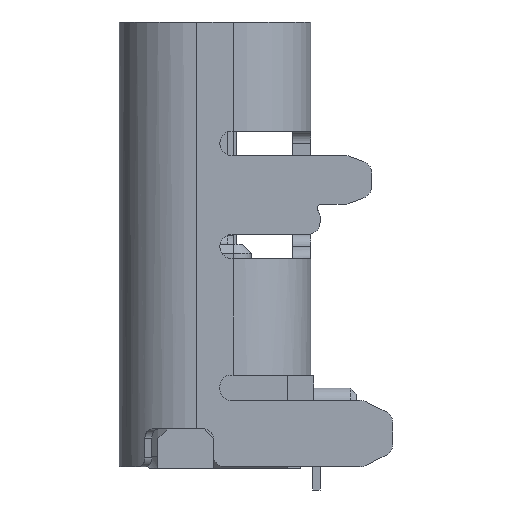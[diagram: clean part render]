
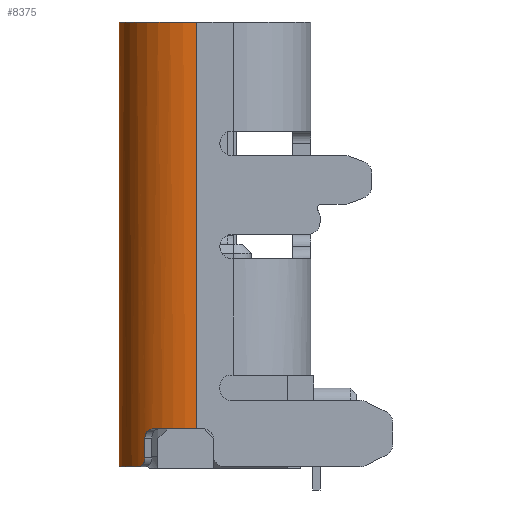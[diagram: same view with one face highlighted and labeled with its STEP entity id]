
A CAD part, left-side view. The second image highlights one B-rep face of the part: STEP entity #8375.
In plain terms, the highlighted cylindrical face has radius 1.28 mm (diameter 2.56 mm), a partial arc.
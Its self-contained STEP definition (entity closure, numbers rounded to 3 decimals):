
#256 = DIRECTION ( 'NONE',  ( 0., 0., -1. ) ) ;
#334 = LINE ( 'NONE', #15117, #19758 ) ;
#713 = ORIENTED_EDGE ( 'NONE', *, *, #10863, .F. ) ;
#1790 = DIRECTION ( 'NONE',  ( -1., 0., 0. ) ) ;
#2290 = CARTESIAN_POINT ( 'NONE',  ( -4.143, 2.885, -3.325 ) ) ;
#2455 = CARTESIAN_POINT ( 'NONE',  ( -4.217, 2.794, -2.853 ) ) ;
#2810 = VERTEX_POINT ( 'NONE', #8745 ) ;
#2902 = DIRECTION ( 'NONE',  ( 0., 0., 1. ) ) ;
#4083 = CARTESIAN_POINT ( 'NONE',  ( -4.052, 2.977, -3.473 ) ) ;
#4110 = CARTESIAN_POINT ( 'NONE',  ( -4.188, 2.831, -2.873 ) ) ;
#4241 = CARTESIAN_POINT ( 'NONE',  ( -4.145, 2.882, -2.969 ) ) ;
#4350 = EDGE_CURVE ( 'NONE', #19900, #11686, #26082, .T. ) ;
#4366 = CARTESIAN_POINT ( 'NONE',  ( -3.19, 3.31, -3.125 ) ) ;
#4652 = LINE ( 'NONE', #4366, #14798 ) ;
#4840 = DIRECTION ( 'NONE',  ( 1., 0., 0. ) ) ;
#4968 = ORIENTED_EDGE ( 'NONE', *, *, #20731, .F. ) ;
#6458 = CARTESIAN_POINT ( 'NONE',  ( -4.095, 2.935, -3.45 ) ) ;
#6945 = CARTESIAN_POINT ( 'NONE',  ( -3.19, 2.03, -3.125 ) ) ;
#7020 = EDGE_LOOP ( 'NONE', ( #11834, #16716, #25904, #19115, #713, #23643, #4968, #27479 ) ) ;
#7383 = EDGE_CURVE ( 'NONE', #12305, #2810, #20498, .T. ) ;
#7961 = VERTEX_POINT ( 'NONE', #13101 ) ;
#8146 = CARTESIAN_POINT ( 'NONE',  ( -4.133, 2.895, -3.389 ) ) ;
#8274 = CARTESIAN_POINT ( 'NONE',  ( -4.085, 2.945, -3.459 ) ) ;
#8375 = ADVANCED_FACE ( 'NONE', ( #26145 ), #13485, .T. ) ;
#8745 = CARTESIAN_POINT ( 'NONE',  ( -4.031, 2.995, -3.475 ) ) ;
#8898 = LINE ( 'NONE', #19631, #21760 ) ;
#9547 = B_SPLINE_CURVE_WITH_KNOTS ( 'NONE', 3,
 ( #2290, #18747, #10777, #27209, #8146, #25116, #10361, #18880, #27338, #6458, #8274, #16770, #23170, #4083, #14964, #23439 ),
 .UNSPECIFIED., .F., .F.,
 ( 4, 3, 3, 3, 3, 4 ),
 ( 0., 0., 0., 0., 0., 0. ),
 .UNSPECIFIED. ) ;
#10361 = CARTESIAN_POINT ( 'NONE',  ( -4.121, 2.909, -3.417 ) ) ;
#10647 = DIRECTION ( 'NONE',  ( 0., 0., 1. ) ) ;
#10664 = CARTESIAN_POINT ( 'NONE',  ( -4.143, 2.885, -2.989 ) ) ;
#10777 = CARTESIAN_POINT ( 'NONE',  ( -4.141, 2.887, -3.358 ) ) ;
#10803 = CARTESIAN_POINT ( 'NONE',  ( -4.171, 2.852, -2.894 ) ) ;
#10863 = EDGE_CURVE ( 'NONE', #12305, #14799, #4652, .T. ) ;
#11686 = VERTEX_POINT ( 'NONE', #13514 ) ;
#11834 = ORIENTED_EDGE ( 'NONE', *, *, #4350, .F. ) ;
#11958 = AXIS2_PLACEMENT_3D ( 'NONE', #22519, #12340, #1790 ) ;
#12109 = EDGE_CURVE ( 'NONE', #22707, #22805, #334, .T. ) ;
#12305 = VERTEX_POINT ( 'NONE', #22871 ) ;
#12340 = DIRECTION ( 'NONE',  ( 0., 0., -1. ) ) ;
#12385 = CIRCLE ( 'NONE', #11958, 1.28 ) ;
#12608 = CARTESIAN_POINT ( 'NONE',  ( -4.158, 2.868, -2.921 ) ) ;
#12897 = CARTESIAN_POINT ( 'NONE',  ( -4.208, 2.807, -2.859 ) ) ;
#13033 = CARTESIAN_POINT ( 'NONE',  ( -4.164, 2.861, -2.907 ) ) ;
#13101 = CARTESIAN_POINT ( 'NONE',  ( -4.143, 2.885, -3.325 ) ) ;
#13290 = CARTESIAN_POINT ( 'NONE',  ( -4.47, 2.03, 3.855 ) ) ;
#13485 = CYLINDRICAL_SURFACE ( 'NONE', #20509, 1.28 ) ;
#13514 = CARTESIAN_POINT ( 'NONE',  ( -4.143, 2.885, -3. ) ) ;
#14490 = DIRECTION ( 'NONE',  ( -1., 0., 0. ) ) ;
#14798 = VECTOR ( 'NONE', #10647, 1000. ) ;
#14799 = VERTEX_POINT ( 'NONE', #16178 ) ;
#14851 = CARTESIAN_POINT ( 'NONE',  ( -4.152, 2.875, -2.936 ) ) ;
#14964 = CARTESIAN_POINT ( 'NONE',  ( -4.041, 2.986, -3.475 ) ) ;
#15117 = CARTESIAN_POINT ( 'NONE',  ( -4.47, 2.03, -3.125 ) ) ;
#15280 = CARTESIAN_POINT ( 'NONE',  ( -4.198, 2.819, -2.864 ) ) ;
#15670 = DIRECTION ( 'NONE',  ( 0., 0., 1. ) ) ;
#15806 = CIRCLE ( 'NONE', #16680, 1.28 ) ;
#15820 = EDGE_CURVE ( 'NONE', #14799, #22805, #15806, .T. ) ;
#16178 = CARTESIAN_POINT ( 'NONE',  ( -3.19, 3.31, 3.855 ) ) ;
#16429 = CARTESIAN_POINT ( 'NONE',  ( -4.147, 2.88, -2.952 ) ) ;
#16680 = AXIS2_PLACEMENT_3D ( 'NONE', #20111, #15670, #14490 ) ;
#16716 = ORIENTED_EDGE ( 'NONE', *, *, #24437, .F. ) ;
#16770 = CARTESIAN_POINT ( 'NONE',  ( -4.074, 2.956, -3.466 ) ) ;
#16906 = DIRECTION ( 'NONE',  ( 0., 0., 1. ) ) ;
#17082 = CARTESIAN_POINT ( 'NONE',  ( -4.143, 2.885, -3. ) ) ;
#17574 = EDGE_CURVE ( 'NONE', #11686, #7961, #8898, .T. ) ;
#18747 = CARTESIAN_POINT ( 'NONE',  ( -4.143, 2.885, -3.341 ) ) ;
#18880 = CARTESIAN_POINT ( 'NONE',  ( -4.114, 2.916, -3.43 ) ) ;
#19115 = ORIENTED_EDGE ( 'NONE', *, *, #15820, .F. ) ;
#19631 = CARTESIAN_POINT ( 'NONE',  ( -4.143, 2.885, -2.85 ) ) ;
#19758 = VECTOR ( 'NONE', #25830, 1000. ) ;
#19900 = VERTEX_POINT ( 'NONE', #21218 ) ;
#20111 = CARTESIAN_POINT ( 'NONE',  ( -3.19, 2.03, 3.855 ) ) ;
#20498 = CIRCLE ( 'NONE', #21363, 1.28 ) ;
#20509 = AXIS2_PLACEMENT_3D ( 'NONE', #6945, #2902, #4840 ) ;
#20731 = EDGE_CURVE ( 'NONE', #7961, #2810, #9547, .T. ) ;
#20791 = CARTESIAN_POINT ( 'NONE',  ( -3.19, 2.03, -3.475 ) ) ;
#21107 = CARTESIAN_POINT ( 'NONE',  ( -4.143, 2.884, -2.979 ) ) ;
#21218 = CARTESIAN_POINT ( 'NONE',  ( -4.237, 2.766, -2.85 ) ) ;
#21363 = AXIS2_PLACEMENT_3D ( 'NONE', #20791, #16906, #25239 ) ;
#21760 = VECTOR ( 'NONE', #256, 1000. ) ;
#22519 = CARTESIAN_POINT ( 'NONE',  ( -3.19, 2.03, -2.85 ) ) ;
#22707 = VERTEX_POINT ( 'NONE', #25973 ) ;
#22805 = VERTEX_POINT ( 'NONE', #13290 ) ;
#22871 = CARTESIAN_POINT ( 'NONE',  ( -3.19, 3.31, -3.475 ) ) ;
#23170 = CARTESIAN_POINT ( 'NONE',  ( -4.062, 2.967, -3.47 ) ) ;
#23439 = CARTESIAN_POINT ( 'NONE',  ( -4.031, 2.995, -3.475 ) ) ;
#23643 = ORIENTED_EDGE ( 'NONE', *, *, #7383, .T. ) ;
#23752 = CARTESIAN_POINT ( 'NONE',  ( -4.18, 2.842, -2.883 ) ) ;
#24437 = EDGE_CURVE ( 'NONE', #22707, #19900, #12385, .T. ) ;
#25116 = CARTESIAN_POINT ( 'NONE',  ( -4.128, 2.901, -3.404 ) ) ;
#25239 = DIRECTION ( 'NONE',  ( 1., 0., 0. ) ) ;
#25830 = DIRECTION ( 'NONE',  ( 0., 0., 1. ) ) ;
#25904 = ORIENTED_EDGE ( 'NONE', *, *, #12109, .T. ) ;
#25973 = CARTESIAN_POINT ( 'NONE',  ( -4.47, 2.03, -2.85 ) ) ;
#26082 = B_SPLINE_CURVE_WITH_KNOTS ( 'NONE', 3,
 ( #26988, #27499, #2455, #12897, #15280, #4110, #23752, #10803, #13033, #12608, #14851, #16429, #4241, #21107, #10664, #17082 ),
 .UNSPECIFIED., .F., .F.,
 ( 4, 3, 3, 3, 3, 4 ),
 ( 0., 0., 0., 0., 0., 0. ),
 .UNSPECIFIED. ) ;
#26145 = FACE_OUTER_BOUND ( 'NONE', #7020, .T. ) ;
#26988 = CARTESIAN_POINT ( 'NONE',  ( -4.237, 2.766, -2.85 ) ) ;
#27209 = CARTESIAN_POINT ( 'NONE',  ( -4.137, 2.891, -3.374 ) ) ;
#27338 = CARTESIAN_POINT ( 'NONE',  ( -4.105, 2.925, -3.441 ) ) ;
#27479 = ORIENTED_EDGE ( 'NONE', *, *, #17574, .F. ) ;
#27499 = CARTESIAN_POINT ( 'NONE',  ( -4.227, 2.78, -2.85 ) ) ;
